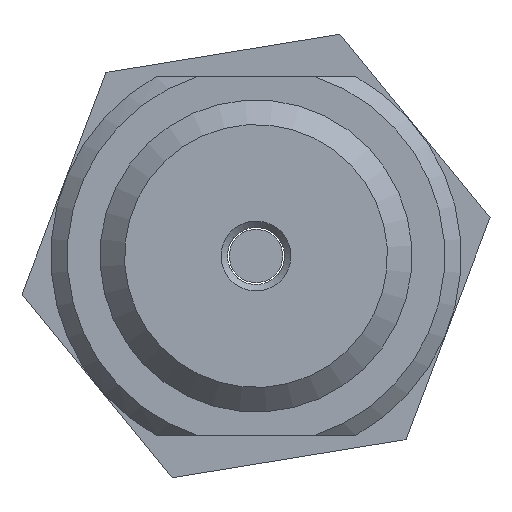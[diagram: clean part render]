
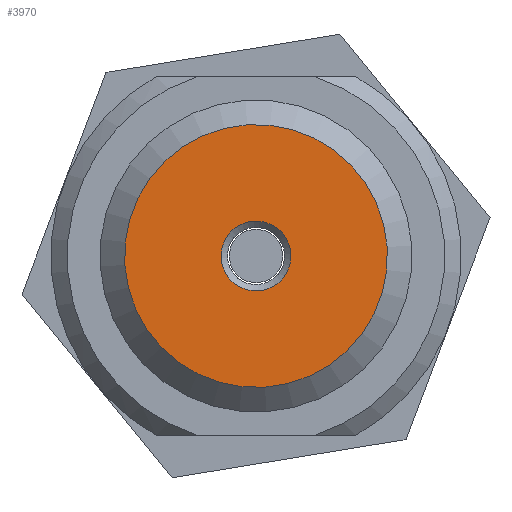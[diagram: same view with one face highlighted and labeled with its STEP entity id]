
A CAD part, left-side view. The second image highlights one B-rep face of the part: STEP entity #3970.
In plain terms, the highlighted planar face has unit normal (-1, 0, 0).
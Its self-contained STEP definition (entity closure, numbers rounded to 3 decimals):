
#3919=CARTESIAN_POINT('',(-18.735,2.266,3.376));
#3920=VERTEX_POINT('',#3919);
#3921=CARTESIAN_POINT('',(-18.735,0.,0.));
#3922=DIRECTION('',(1.0,0.,0.));
#3923=DIRECTION('',(0.,-0.557,-0.83));
#3924=AXIS2_PLACEMENT_3D('',#3921,#3922,#3923);
#3925=CIRCLE('',#3924,4.066);
#3926=EDGE_CURVE('',#3920,#3920,#3925,.T.);
#3936=CARTESIAN_POINT('',(-18.735,0.602,0.896));
#3937=VERTEX_POINT('',#3936);
#3938=CARTESIAN_POINT('',(-18.735,0.,0.));
#3939=DIRECTION('',(1.0,0.,0.));
#3940=DIRECTION('',(0.,0.557,0.83));
#3941=AXIS2_PLACEMENT_3D('',#3938,#3939,#3940);
#3942=CIRCLE('',#3941,1.08);
#3943=EDGE_CURVE('',#3937,#3937,#3942,.T.);
#3959=CARTESIAN_POINT('',(-18.735,1.345,2.003));
#3960=DIRECTION('',(-1.0,0.0,0.0));
#3961=DIRECTION('',(0.0,-0.83,0.557));
#3962=AXIS2_PLACEMENT_3D('',#3959,#3960,#3961);
#3963=PLANE('',#3962);
#3964=ORIENTED_EDGE('',*,*,#3926,.F.);
#3965=EDGE_LOOP('',(#3964));
#3966=FACE_OUTER_BOUND('',#3965,.T.);
#3967=ORIENTED_EDGE('',*,*,#3943,.T.);
#3968=EDGE_LOOP('',(#3967));
#3969=FACE_BOUND('',#3968,.T.);
#3970=ADVANCED_FACE('',(#3966,#3969),#3963,.T.);
